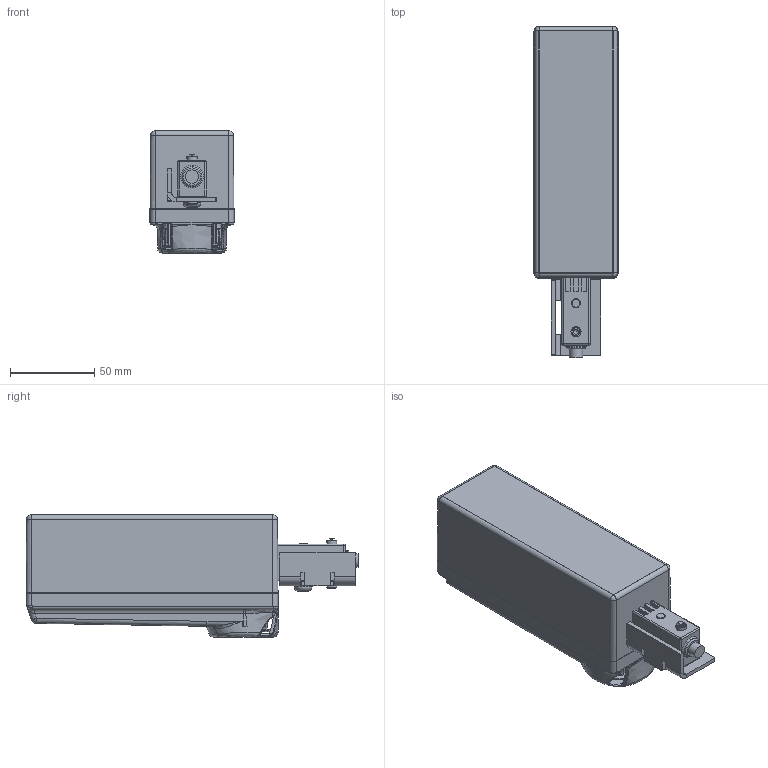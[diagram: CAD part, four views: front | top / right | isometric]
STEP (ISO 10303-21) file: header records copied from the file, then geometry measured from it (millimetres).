
FILE_DESCRIPTION(/* description */ (''),/* implementation_level */ '2;1');
FILE_NAME(/* name */ 'W0002500.stp',/* time_stamp */ '2024-02-13T08:37:38+01:00',/* author */ ('Giuliano'),/* organization */ (''),/* preprocessor_version */ 'ST-DEVELOPER v18.1',/* originating_system */ 'Autodesk Inventor 2021',/* authorisation */ '');
FILE_SCHEMA (('AUTOMOTIVE_DESIGN { 1 0 10303 214 3 1 1 }'));
Length unit declared in the file: millimetre
Products named in the file (1): Pièce28
Bounding box: 50 x 197.6 x 72.9 mm (x, y, z)
Volume: 461158.9 mm3; surface area: 72751.5 mm2
Topology: 2 solids, 2 shells, 672 faces, 1838 edges, 1161 vertices
Faces by surface type: plane 263, cylinder 183, bspline 134, cone 52, sphere 24, torus 16
Full cylindrical faces by diameter (mm): 3.242 x1, 4.5 x1, 6 x2, 7 x2, 7.6 x2, 8 x1, 10.5 x1, 11.9 x1, 18 x1, 36.6 x1
Entity records: 27202 total; most frequent: CARTESIAN_POINT 10798, ORIENTED_EDGE 3652, DIRECTION 3175, EDGE_CURVE 1826, VERTEX_POINT 1161, AXIS2_PLACEMENT_3D 1154, LINE 867, VECTOR 867
